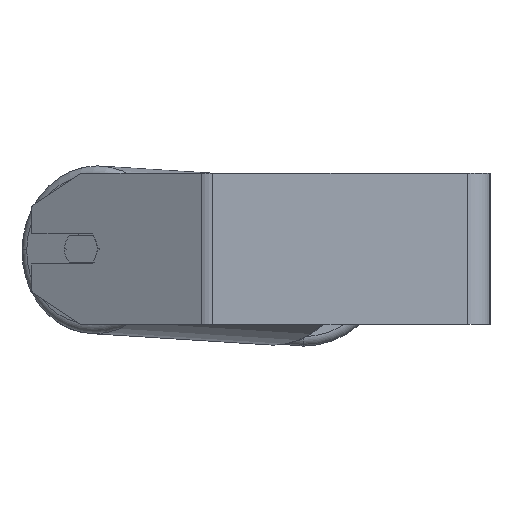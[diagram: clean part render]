
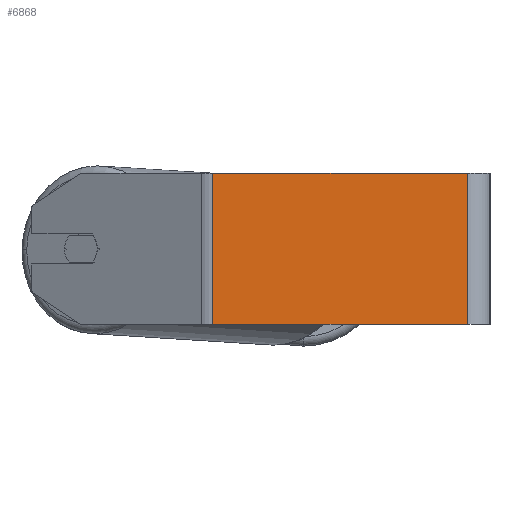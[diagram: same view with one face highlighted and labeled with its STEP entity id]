
A CAD part, left-side view. The second image highlights one B-rep face of the part: STEP entity #6868.
In plain terms, the highlighted planar face has unit normal (-1, 0, 0).
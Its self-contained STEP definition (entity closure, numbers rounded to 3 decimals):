
#47 = AXIS2_PLACEMENT_3D ( 'NONE', #1664, #995, #4374 ) ;
#380 = DIRECTION ( 'NONE',  ( 0., 0., -1. ) ) ;
#471 = VERTEX_POINT ( 'NONE', #4975 ) ;
#473 = VECTOR ( 'NONE', #380, 1000. ) ;
#995 = DIRECTION ( 'NONE',  ( 1., 0., 0. ) ) ;
#1105 = CARTESIAN_POINT ( 'NONE',  ( -360., 12., -40. ) ) ;
#1180 = ORIENTED_EDGE ( 'NONE', *, *, #4372, .T. ) ;
#1302 = VECTOR ( 'NONE', #2652, 1000. ) ;
#1664 = CARTESIAN_POINT ( 'NONE',  ( -360., 150.112, 40. ) ) ;
#1711 = LINE ( 'NONE', #5721, #473 ) ;
#2314 = DIRECTION ( 'NONE',  ( 0., -1., 0. ) ) ;
#2565 = LINE ( 'NONE', #4603, #1302 ) ;
#2652 = DIRECTION ( 'NONE',  ( 0., -1., 0. ) ) ;
#2959 = PLANE ( 'NONE',  #47 ) ;
#3137 = CARTESIAN_POINT ( 'NONE',  ( -360., 12., 40. ) ) ;
#3274 = CARTESIAN_POINT ( 'NONE',  ( -360., 146.896, 40. ) ) ;
#3625 = CARTESIAN_POINT ( 'NONE',  ( -360., 12., 40. ) ) ;
#3698 = VECTOR ( 'NONE', #4158, 1000. ) ;
#3868 = VECTOR ( 'NONE', #2314, 1000. ) ;
#3993 = EDGE_CURVE ( 'NONE', #5383, #6802, #4948, .T. ) ;
#4158 = DIRECTION ( 'NONE',  ( 0., 0., -1. ) ) ;
#4372 = EDGE_CURVE ( 'NONE', #471, #6802, #2565, .T. ) ;
#4374 = DIRECTION ( 'NONE',  ( 0., 0., -1. ) ) ;
#4395 = EDGE_LOOP ( 'NONE', ( #1180, #4661, #5983, #5972 ) ) ;
#4396 = VERTEX_POINT ( 'NONE', #3274 ) ;
#4603 = CARTESIAN_POINT ( 'NONE',  ( -360., 150.112, -40. ) ) ;
#4661 = ORIENTED_EDGE ( 'NONE', *, *, #3993, .F. ) ;
#4863 = LINE ( 'NONE', #8374, #3868 ) ;
#4948 = LINE ( 'NONE', #3625, #3698 ) ;
#4975 = CARTESIAN_POINT ( 'NONE',  ( -360., 146.896, -40. ) ) ;
#5383 = VERTEX_POINT ( 'NONE', #3137 ) ;
#5721 = CARTESIAN_POINT ( 'NONE',  ( -360., 146.896, 40. ) ) ;
#5972 = ORIENTED_EDGE ( 'NONE', *, *, #6907, .T. ) ;
#5983 = ORIENTED_EDGE ( 'NONE', *, *, #7203, .F. ) ;
#6802 = VERTEX_POINT ( 'NONE', #1105 ) ;
#6868 = ADVANCED_FACE ( 'NONE', ( #8445 ), #2959, .F. ) ;
#6907 = EDGE_CURVE ( 'NONE', #4396, #471, #1711, .T. ) ;
#7203 = EDGE_CURVE ( 'NONE', #4396, #5383, #4863, .T. ) ;
#8374 = CARTESIAN_POINT ( 'NONE',  ( -360., 150.112, 40. ) ) ;
#8445 = FACE_OUTER_BOUND ( 'NONE', #4395, .T. ) ;
